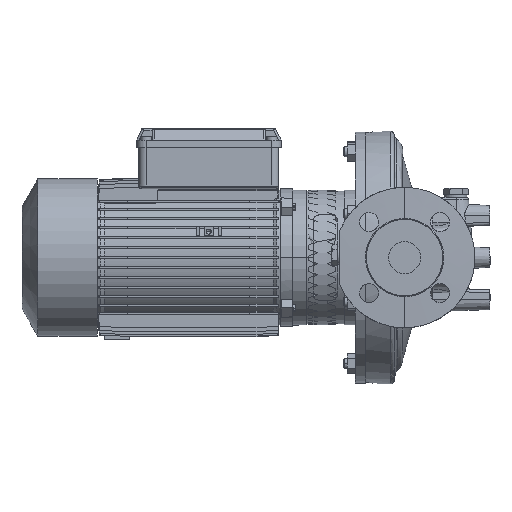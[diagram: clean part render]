
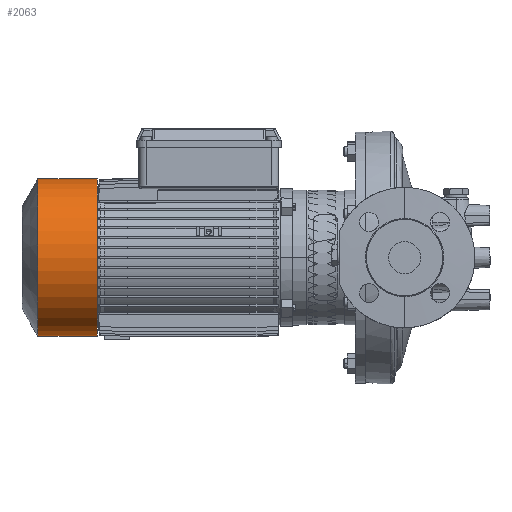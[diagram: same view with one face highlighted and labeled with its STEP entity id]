
A CAD part, left-side view. The second image highlights one B-rep face of the part: STEP entity #2063.
In plain terms, the highlighted cylindrical face has radius 78.3 mm (diameter 156.6 mm), a partial arc.
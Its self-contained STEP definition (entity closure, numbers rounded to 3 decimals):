
#2063 = ADVANCED_FACE ( 'NONE', ( #109212 ), #58142, .T. ) ;
#2612 = AXIS2_PLACEMENT_3D ( 'NONE', #105531, #46093, #71659 ) ;
#4517 = CIRCLE ( 'NONE', #73591, 78.3 ) ;
#10462 = DIRECTION ( 'NONE',  ( 0., -1., 0. ) ) ;
#15960 = DIRECTION ( 'NONE',  ( 0., 0., 1. ) ) ;
#23651 = CARTESIAN_POINT ( 'NONE',  ( 0., 78.3, -150.238 ) ) ;
#24822 = DIRECTION ( 'NONE',  ( 0., -1., 0. ) ) ;
#25182 = VECTOR ( 'NONE', #70992, 1000. ) ;
#25489 = VERTEX_POINT ( 'NONE', #43520 ) ;
#26021 = DIRECTION ( 'NONE',  ( 0., 0., 1. ) ) ;
#26193 = EDGE_LOOP ( 'NONE', ( #67103, #62367, #57766, #85455 ) ) ;
#27180 = DIRECTION ( 'NONE',  ( 0., 0., 1. ) ) ;
#35494 = CARTESIAN_POINT ( 'NONE',  ( 0., 78.3, -164.8 ) ) ;
#43520 = CARTESIAN_POINT ( 'NONE',  ( 0., -78.3, -91. ) ) ;
#46093 = DIRECTION ( 'NONE',  ( 0., 0., 1. ) ) ;
#52399 = AXIS2_PLACEMENT_3D ( 'NONE', #91982, #15960, #24822 ) ;
#55553 = EDGE_CURVE ( 'NONE', #95852, #25489, #4517, .T. ) ;
#55772 = CIRCLE ( 'NONE', #2612, 78.3 ) ;
#57766 = ORIENTED_EDGE ( 'NONE', *, *, #76520, .T. ) ;
#58142 = CYLINDRICAL_SURFACE ( 'NONE', #52399, 78.3 ) ;
#62367 = ORIENTED_EDGE ( 'NONE', *, *, #98808, .T. ) ;
#65732 = CARTESIAN_POINT ( 'NONE',  ( 0., 78.3, -91. ) ) ;
#67103 = ORIENTED_EDGE ( 'NONE', *, *, #100172, .F. ) ;
#67746 = VERTEX_POINT ( 'NONE', #68804 ) ;
#68804 = CARTESIAN_POINT ( 'NONE',  ( 0., -78.3, -150.238 ) ) ;
#69485 = VERTEX_POINT ( 'NONE', #23651 ) ;
#70992 = DIRECTION ( 'NONE',  ( 0., 0., 1. ) ) ;
#71659 = DIRECTION ( 'NONE',  ( 0., -1., 0. ) ) ;
#73591 = AXIS2_PLACEMENT_3D ( 'NONE', #102063, #26021, #10462 ) ;
#76520 = EDGE_CURVE ( 'NONE', #67746, #25489, #105422, .T. ) ;
#77690 = LINE ( 'NONE', #35494, #86026 ) ;
#85455 = ORIENTED_EDGE ( 'NONE', *, *, #55553, .F. ) ;
#86026 = VECTOR ( 'NONE', #27180, 1000. ) ;
#91982 = CARTESIAN_POINT ( 'NONE',  ( 0., 0., -164.8 ) ) ;
#95852 = VERTEX_POINT ( 'NONE', #65732 ) ;
#98808 = EDGE_CURVE ( 'NONE', #69485, #67746, #55772, .T. ) ;
#100172 = EDGE_CURVE ( 'NONE', #69485, #95852, #77690, .T. ) ;
#102063 = CARTESIAN_POINT ( 'NONE',  ( 0., 0., -91. ) ) ;
#105422 = LINE ( 'NONE', #106504, #25182 ) ;
#105531 = CARTESIAN_POINT ( 'NONE',  ( 0., 0., -150.238 ) ) ;
#106504 = CARTESIAN_POINT ( 'NONE',  ( 0., -78.3, -164.8 ) ) ;
#109212 = FACE_OUTER_BOUND ( 'NONE', #26193, .T. ) ;
